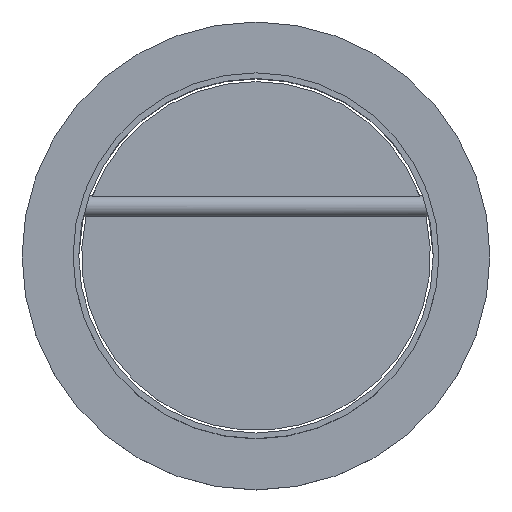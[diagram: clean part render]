
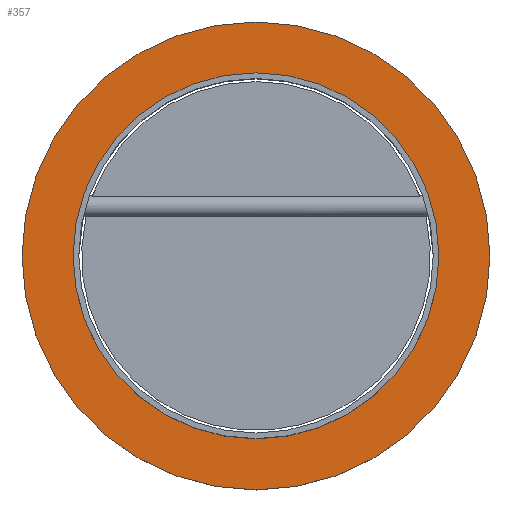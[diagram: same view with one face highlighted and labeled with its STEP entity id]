
A CAD part, top view. The second image highlights one B-rep face of the part: STEP entity #357.
In plain terms, the highlighted planar face has unit normal (0, 0, 1).
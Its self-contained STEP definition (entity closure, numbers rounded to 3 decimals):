
#18 = CARTESIAN_POINT ( 'NONE',  ( 0., 129., 110. ) ) ;
#29 = CIRCLE ( 'NONE', #484, 129. ) ;
#37 = CARTESIAN_POINT ( 'NONE',  ( 0., 165., 110. ) ) ;
#52 = EDGE_CURVE ( 'NONE', #592, #592, #29, .T. ) ;
#53 = DIRECTION ( 'NONE',  ( 0., 0., -1. ) ) ;
#86 = EDGE_CURVE ( 'NONE', #171, #171, #276, .T. ) ;
#90 = AXIS2_PLACEMENT_3D ( 'NONE', #37, #370, #417 ) ;
#139 = DIRECTION ( 'NONE',  ( 0., 1., 0. ) ) ;
#171 = VERTEX_POINT ( 'NONE', #258 ) ;
#172 = ORIENTED_EDGE ( 'NONE', *, *, #86, .F. ) ;
#258 = CARTESIAN_POINT ( 'NONE',  ( 0., 165., 110. ) ) ;
#263 = FACE_OUTER_BOUND ( 'NONE', #354, .T. ) ;
#266 = AXIS2_PLACEMENT_3D ( 'NONE', #541, #53, #533 ) ;
#276 = CIRCLE ( 'NONE', #266, 165. ) ;
#308 = EDGE_LOOP ( 'NONE', ( #336 ) ) ;
#321 = PLANE ( 'NONE',  #90 ) ;
#336 = ORIENTED_EDGE ( 'NONE', *, *, #52, .T. ) ;
#354 = EDGE_LOOP ( 'NONE', ( #172 ) ) ;
#357 = ADVANCED_FACE ( 'NONE', ( #512, #263 ), #321, .T. ) ;
#370 = DIRECTION ( 'NONE',  ( 0., 0., 1. ) ) ;
#417 = DIRECTION ( 'NONE',  ( 0., -1., 0. ) ) ;
#459 = CARTESIAN_POINT ( 'NONE',  ( 0., 0., 110. ) ) ;
#484 = AXIS2_PLACEMENT_3D ( 'NONE', #459, #514, #139 ) ;
#512 = FACE_BOUND ( 'NONE', #308, .T. ) ;
#514 = DIRECTION ( 'NONE',  ( 0., 0., -1. ) ) ;
#533 = DIRECTION ( 'NONE',  ( 0., 1., 0. ) ) ;
#541 = CARTESIAN_POINT ( 'NONE',  ( 0., 0., 110. ) ) ;
#592 = VERTEX_POINT ( 'NONE', #18 ) ;
